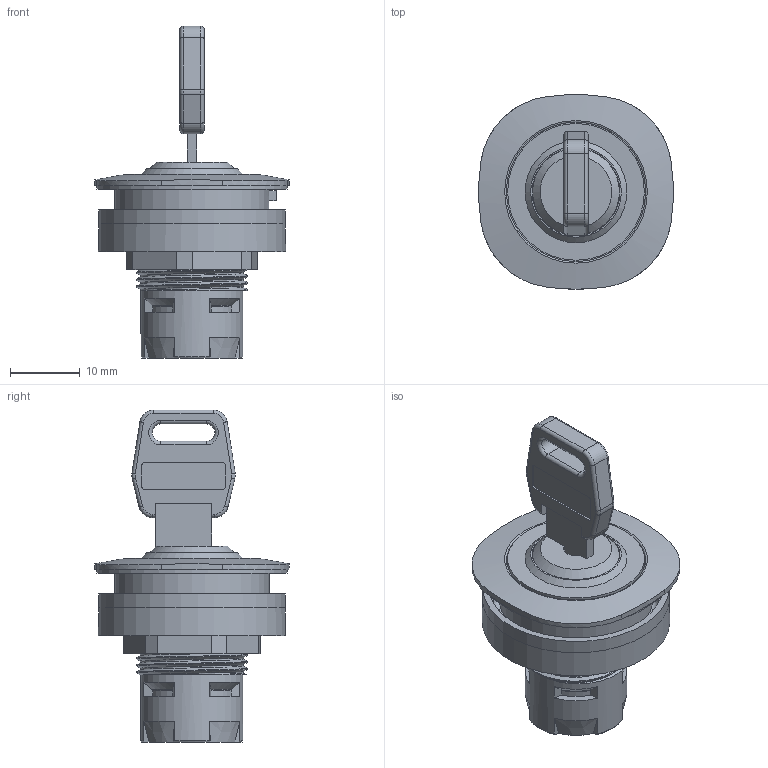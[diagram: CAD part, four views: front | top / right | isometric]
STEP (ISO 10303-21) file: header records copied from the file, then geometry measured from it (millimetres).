
FILE_DESCRIPTION(/* description */ (''),/* implementation_level */ '2;1');
FILE_NAME(/* name */ 'RQJSSA25_ipt.stp',/* time_stamp */ '2019-09-30T13:53:19+02:00',/* author */ ('thagel'),/* organization */ (''),/* preprocessor_version */ 'ST-DEVELOPER v17.2',/* originating_system */ 'Autodesk Inventor 2019',/* authorisation */ '');
FILE_SCHEMA (('AUTOMOTIVE_DESIGN { 1 0 10303 214 3 1 1 }'));
Length unit declared in the file: millimetre
Products named in the file (1): RQJSSA25
Bounding box: 27.93 x 27.96 x 47.77 mm (x, y, z)
Volume: 8778.3 mm3; surface area: 6212.3 mm2
Topology: 1 solids, 5 shells, 242 faces, 621 edges, 408 vertices
Faces by surface type: plane 108, cylinder 79, torus 27, cone 23, bspline 3, sphere 2
Full cylindrical faces by diameter (mm): 11.9 x1, 12 x3, 12.05 x2, 12.65 x1, 14.7 x1, 14.92 x3, 16 x4, 16.5 x1, 19.67 x1, 20.05 x1, 22.2 x1, 25 x1, 26.86 x1, 27.4 x1
Entity records: 10669 total; most frequent: CARTESIAN_POINT 4715, DIRECTION 1255, ORIENTED_EDGE 1242, EDGE_CURVE 621, AXIS2_PLACEMENT_3D 486, VERTEX_POINT 408, LINE 283, VECTOR 283
